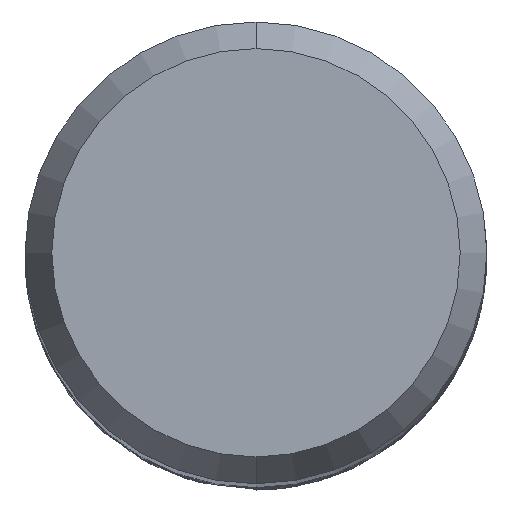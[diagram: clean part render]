
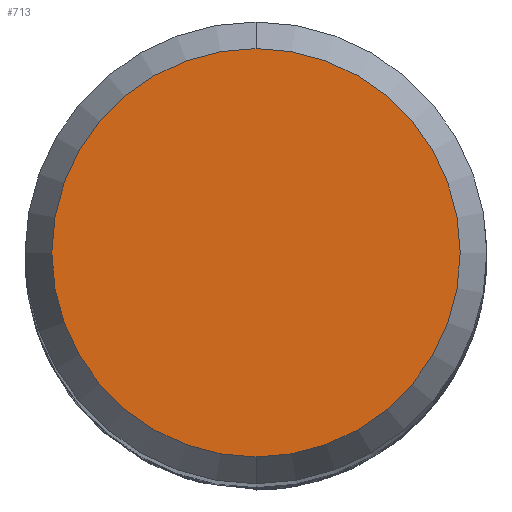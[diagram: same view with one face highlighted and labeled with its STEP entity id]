
A CAD part, top view. The second image highlights one B-rep face of the part: STEP entity #713.
In plain terms, the highlighted planar face has unit normal (0, 0, 1).
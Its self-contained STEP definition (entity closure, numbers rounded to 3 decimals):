
#713=ADVANCED_FACE('',(#1865),#1866,.T.);
#853=VERTEX_POINT('',#2013);
#1165=EDGE_CURVE('',#853,#1469,#2361,.T.);
#1469=VERTEX_POINT('',#2695);
#1519=EDGE_CURVE('',#1469,#853,#2749,.T.);
#1865=FACE_OUTER_BOUND('',#4771,.T.);
#1866=PLANE('',#4772);
#2013=CARTESIAN_POINT('',(0.,-3.538,0.0));
#2361=CIRCLE('',#11282,3.538);
#2695=CARTESIAN_POINT('',(0.0,3.538,0.0));
#2749=CIRCLE('',#14912,3.538);
#4771=EDGE_LOOP('',(#16489,#16490));
#4772=AXIS2_PLACEMENT_3D('',#16491,#16492,#16493);
#11282=AXIS2_PLACEMENT_3D('',#16975,#16976,#16977);
#14912=AXIS2_PLACEMENT_3D('',#17434,#17435,#17436);
#16489=ORIENTED_EDGE('',*,*,#1519,.F.);
#16490=ORIENTED_EDGE('',*,*,#1165,.F.);
#16491=CARTESIAN_POINT('',(0.0,1.769,0.0));
#16492=DIRECTION('',(-0.0,0.0,1.0));
#16493=DIRECTION('',(0.0,-1.0,0.0));
#16975=CARTESIAN_POINT('',(0.0,0.0,0.0));
#16976=DIRECTION('',(0.0,0.0,-1.0));
#16977=DIRECTION('',(0.0,1.0,0.0));
#17434=CARTESIAN_POINT('',(0.0,0.0,0.0));
#17435=DIRECTION('',(0.0,0.0,-1.0));
#17436=DIRECTION('',(0.0,1.0,0.0));
